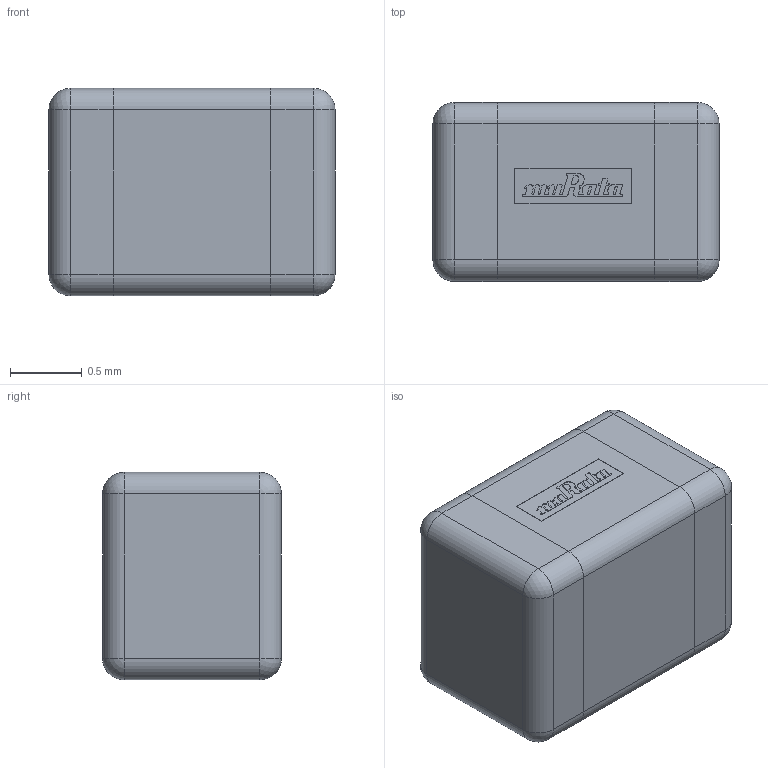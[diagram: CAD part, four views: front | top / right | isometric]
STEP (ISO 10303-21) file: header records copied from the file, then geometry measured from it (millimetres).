
FILE_DESCRIPTION(/* description */ (''),/* implementation_level */ '2;1');
FILE_NAME(/* name */ '0805.stp',/* time_stamp */ '2020-05-02T22:59:29+02:00',/* author */ ('khaled'),/* organization */ (''),/* preprocessor_version */ 'ST-DEVELOPER v17.2',/* originating_system */ 'Autodesk Inventor 2019',/* authorisation */ '');
FILE_SCHEMA (('AUTOMOTIVE_DESIGN { 1 0 10303 214 3 1 1 }'));
Length unit declared in the file: millimetre
Products named in the file (4): cap; body; side; 3
Assembly tree (4 placements, depth 2):
  cap
    body
    side  x2
    3
Bounding box: 2 x 1.25 x 1.45 mm (x, y, z)
Volume: 3.5 mm3; surface area: 20.7 mm2
Topology: 9 solids, 9 shells, 223 faces, 591 edges, 386 vertices
Faces by surface type: plane 111, cylinder 104, sphere 8
Entity records: 6848 total; most frequent: DIRECTION 1173, CARTESIAN_POINT 1134, ORIENTED_EDGE 1110, EDGE_CURVE 555, AXIS2_PLACEMENT_3D 405, VERTEX_POINT 366, LINE 363, VECTOR 363
